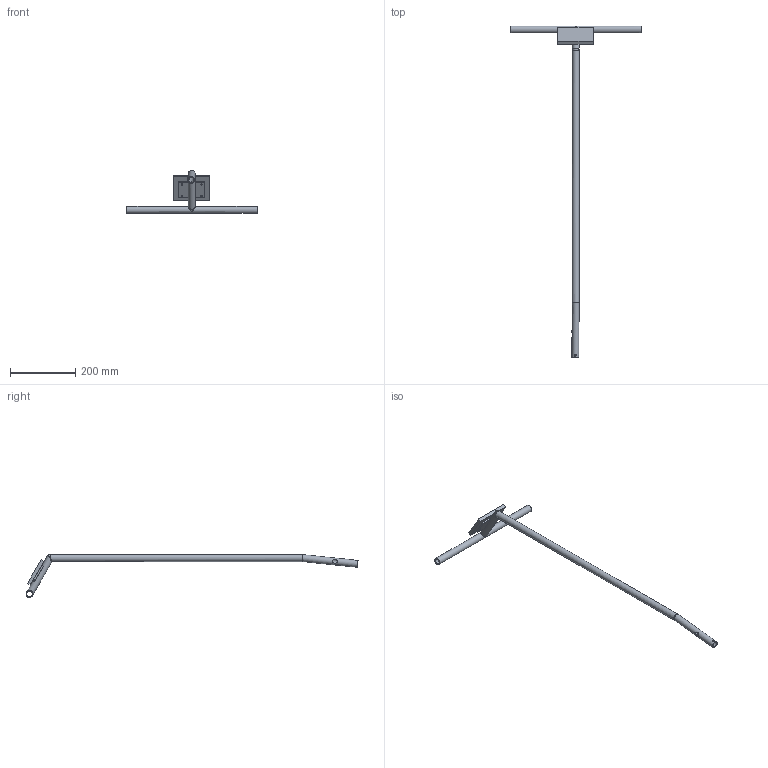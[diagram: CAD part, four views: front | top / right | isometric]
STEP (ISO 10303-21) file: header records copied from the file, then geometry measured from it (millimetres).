
FILE_DESCRIPTION(/* description */ (''),/* implementation_level */ '2;1');
FILE_NAME(/* name */ 'Lenker_Zum bemaen_v5.step',/* time_stamp */ '2025-03-29T15:18:07+01:00',/* author */ (''),/* organization */ (''),/* preprocessor_version */ 'ST-DEVELOPER v20.1',/* originating_system */ 'Autodesk Translation Framework v14.4.0.0',/* authorisation */ '');
FILE_SCHEMA (('AUTOMOTIVE_DESIGN { 1 0 10303 214 3 1 1 }'));
Length unit declared in the file: millimetre
Products named in the file (3): Lenker_Zum bemaßen; Komponente_lenker_nicht_verwende; Component2
Assembly tree (2 placements, depth 2):
  Lenker_Zum bemaßen
    Komponente_lenker_nicht_verwende
    Component2
Bounding box: 400 x 1019.29 x 131.31 mm (x, y, z)
Volume: 418643.5 mm3; surface area: 309605.3 mm2
Topology: 4 solids, 4 shells, 82 faces, 238 edges, 161 vertices
Faces by surface type: plane 44, cylinder 37, bspline 1
Full cylindrical faces by diameter (mm): 4 x8, 6.5 x1, 12 x2, 17 x5, 21.3 x5
Entity records: 3398 total; most frequent: CARTESIAN_POINT 1091, ORIENTED_EDGE 476, DIRECTION 452, EDGE_CURVE 238, AXIS2_PLACEMENT_3D 174, VERTEX_POINT 161, EDGE_LOOP 111, LINE 104
